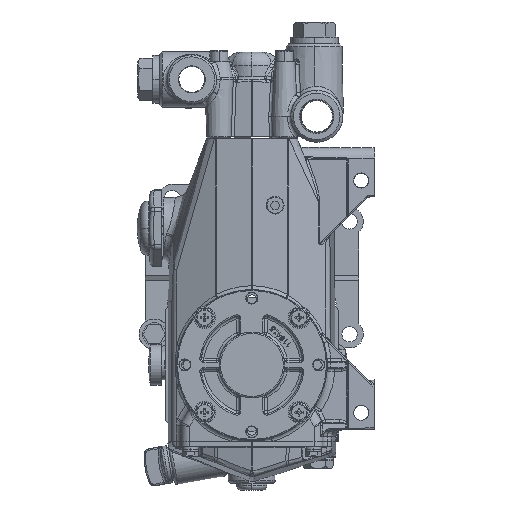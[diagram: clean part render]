
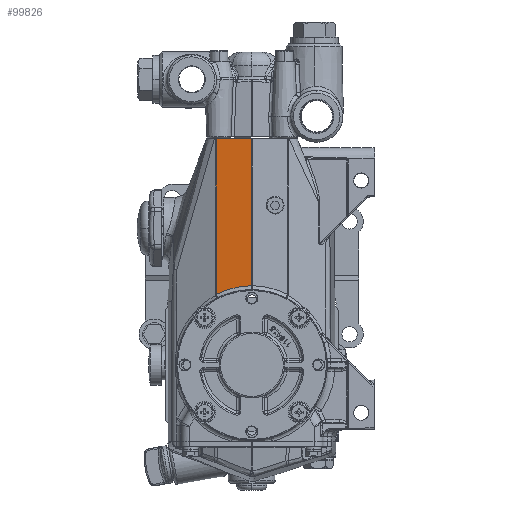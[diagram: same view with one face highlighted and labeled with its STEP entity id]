
A CAD part, left-side view. The second image highlights one B-rep face of the part: STEP entity #99826.
In plain terms, the highlighted planar face has unit normal (-0.993, 0.117, 0).
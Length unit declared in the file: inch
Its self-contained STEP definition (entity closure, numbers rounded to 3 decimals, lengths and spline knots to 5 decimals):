
#11889 = FACE_OUTER_BOUND ( 'NONE', #26226, .T. ) ;
#12686 = VERTEX_POINT ( 'NONE', #36989 ) ;
#13511 = VERTEX_POINT ( 'NONE', #23109 ) ;
#21567 = CARTESIAN_POINT ( 'NONE',  ( -2.59696, 1.02531, 2.03335 ) ) ;
#23109 = CARTESIAN_POINT ( 'NONE',  ( -2.59696, 1.02531, 6.51575 ) ) ;
#23311 = CARTESIAN_POINT ( 'NONE',  ( -2.59564, 1.03658, 6.53543 ) ) ;
#26226 = EDGE_LOOP ( 'NONE', ( #117153, #109648, #123507, #61322 ) ) ;
#27532 = CARTESIAN_POINT ( 'NONE',  ( -2.59696, 1.02531, 6.53543 ) ) ;
#34703 = VERTEX_POINT ( 'NONE', #21567 ) ;
#36989 = CARTESIAN_POINT ( 'NONE',  ( -2.71627, 0.00918, 2.28335 ) ) ;
#42969 = EDGE_CURVE ( 'NONE', #12686, #123235, #87346, .T. ) ;
#47278 =( BOUNDED_CURVE ( )  B_SPLINE_CURVE ( 3, ( #56903, #111941, #89830, #133374 ),
 .UNSPECIFIED., .F., .F. ) 
 B_SPLINE_CURVE_WITH_KNOTS ( ( 4, 4 ),
 ( 4.23996, 4.70234 ),
 .UNSPECIFIED. ) 
 CURVE ( )  GEOMETRIC_REPRESENTATION_ITEM ( )  RATIONAL_B_SPLINE_CURVE ( ( 1., 0.982, 0.982, 1. ) ) 
 REPRESENTATION_ITEM ( '' )  );
#53027 = DIRECTION ( 'NONE',  ( 0., 0., 1. ) ) ;
#55527 = DIRECTION ( 'NONE',  ( 0.117, 0.993, 0. ) ) ;
#56903 = CARTESIAN_POINT ( 'NONE',  ( -2.59696, 1.02531, 2.03335 ) ) ;
#58356 = PLANE ( 'NONE',  #131975 ) ;
#61322 = ORIENTED_EDGE ( 'NONE', *, *, #89139, .T. ) ;
#65095 = EDGE_CURVE ( 'NONE', #13511, #34703, #136219, .T. ) ;
#66073 = VECTOR ( 'NONE', #53027, 39.37008 ) ;
#66960 = DIRECTION ( 'NONE',  ( 0.993, -0.117, 0. ) ) ;
#69391 = DIRECTION ( 'NONE',  ( 0.117, 0.993, 0. ) ) ;
#79100 = DIRECTION ( 'NONE',  ( 0., 0., -1. ) ) ;
#87346 = LINE ( 'NONE', #140964, #66073 ) ;
#89139 = EDGE_CURVE ( 'NONE', #123235, #13511, #134432, .T. ) ;
#89830 = CARTESIAN_POINT ( 'NONE',  ( -2.67458, 0.36427, 2.27978 ) ) ;
#90027 = EDGE_CURVE ( 'NONE', #34703, #12686, #47278, .T. ) ;
#92153 = VECTOR ( 'NONE', #69391, 39.37008 ) ;
#94464 = VECTOR ( 'NONE', #79100, 39.37008 ) ;
#99826 = ADVANCED_FACE ( 'NONE', ( #11889 ), #58356, .F. ) ;
#109648 = ORIENTED_EDGE ( 'NONE', *, *, #90027, .T. ) ;
#111941 = CARTESIAN_POINT ( 'NONE',  ( -2.63409, 0.7091, 2.19494 ) ) ;
#117153 = ORIENTED_EDGE ( 'NONE', *, *, #65095, .T. ) ;
#123235 = VERTEX_POINT ( 'NONE', #139515 ) ;
#123507 = ORIENTED_EDGE ( 'NONE', *, *, #42969, .T. ) ;
#131975 = AXIS2_PLACEMENT_3D ( 'NONE', #23311, #66960, #55527 ) ;
#133374 = CARTESIAN_POINT ( 'NONE',  ( -2.71627, 0.00918, 2.28335 ) ) ;
#134432 = LINE ( 'NONE', #135841, #92153 ) ;
#135841 = CARTESIAN_POINT ( 'NONE',  ( -2.59696, 1.02531, 6.51575 ) ) ;
#136219 = LINE ( 'NONE', #27532, #94464 ) ;
#139515 = CARTESIAN_POINT ( 'NONE',  ( -2.71627, 0.00918, 6.51575 ) ) ;
#140964 = CARTESIAN_POINT ( 'NONE',  ( -2.71627, 0.00918, 6.53543 ) ) ;
